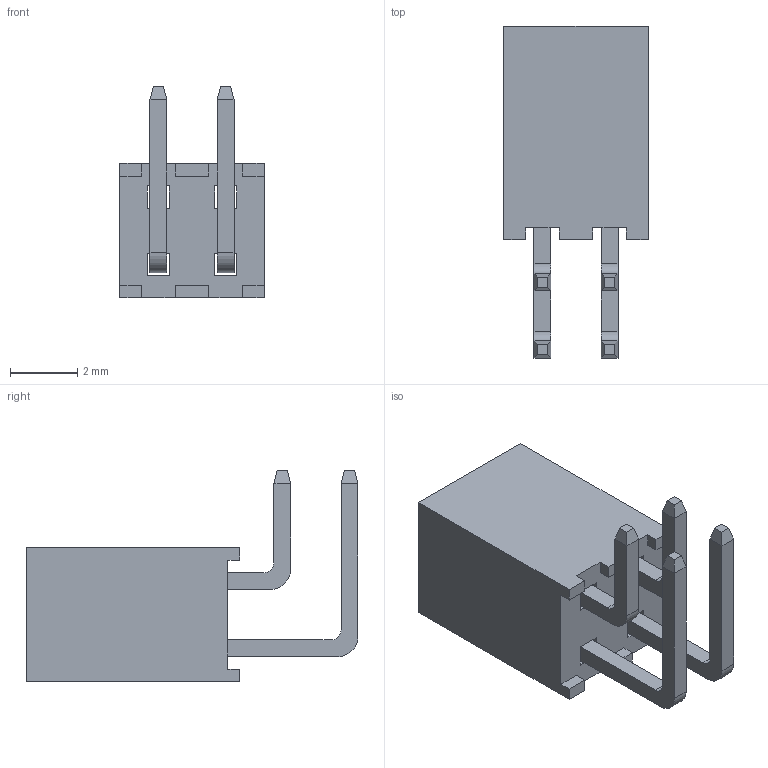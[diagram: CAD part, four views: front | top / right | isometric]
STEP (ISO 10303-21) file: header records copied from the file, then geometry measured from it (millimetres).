
FILE_DESCRIPTION(/* description */ ('STEP AP203'),/* implementation_level */ '2;1');
FILE_NAME(/* name */ 'BF110-04-A-G',/* time_stamp */ '2025-01-03T08:38:15+01:00',/* author */ ('License CC BY-ND 4.0'),/* organization */ ('CADENAS'),/* preprocessor_version */ 'ST-DEVELOPER v19.3',/* originating_system */ 'PARTsolutions',/* authorisation */ ' ');
FILE_SCHEMA (('CONFIG_CONTROL_DESIGN'));
Length unit declared in the file: millimetre
Products named in the file (4): BF110-04-A-G; BF110-04-A-G _H; BF110-04-A-G _P1; BF110-04-A-G _P2
Assembly tree (5 placements, depth 2):
  BF110-04-A-G
    BF110-04-A-G _H
    BF110-04-A-G _P1  x2
    BF110-04-A-G _P2  x2
Bounding box: 4.3 x 9.87 x 6.3 mm (x, y, z)
Volume: 104.2 mm3; surface area: 291.1 mm2
Topology: 5 solids, 5 shells, 130 faces, 312 edges, 192 vertices
Faces by surface type: plane 122, cylinder 8
Entity records: 2822 total; most frequent: CARTESIAN_POINT 476, ORIENTED_EDGE 464, DIRECTION 440, EDGE_CURVE 232, LINE 224, VECTOR 224, VERTEX_POINT 144, AXIS2_PLACEMENT_3D 108
